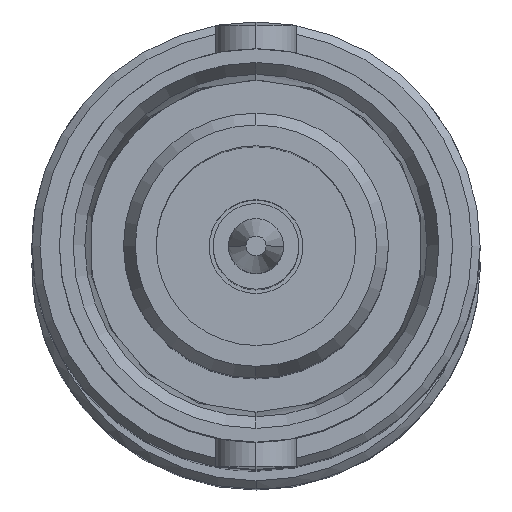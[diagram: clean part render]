
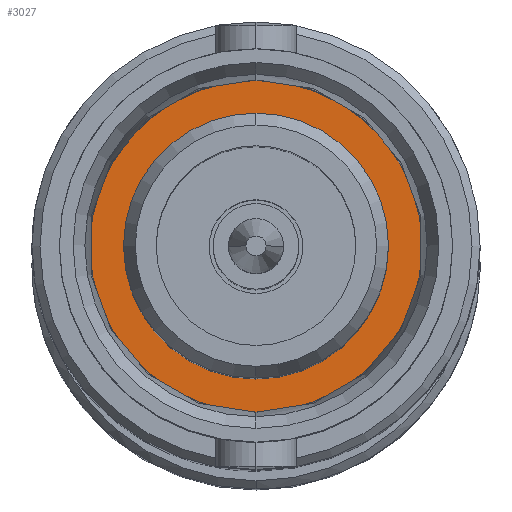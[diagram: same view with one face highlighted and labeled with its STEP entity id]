
A CAD part, top view. The second image highlights one B-rep face of the part: STEP entity #3027.
In plain terms, the highlighted face is planar.
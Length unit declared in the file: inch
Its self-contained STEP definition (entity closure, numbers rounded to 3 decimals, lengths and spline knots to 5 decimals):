
#8 = ORIENTED_EDGE ( 'NONE', *, *, #1955, .F. ) ;
#289 = DIRECTION ( 'NONE',  ( -1., 0., 0. ) ) ;
#398 = DIRECTION ( 'NONE',  ( -1., 0., 0. ) ) ;
#580 = ORIENTED_EDGE ( 'NONE', *, *, #1843, .T. ) ;
#678 = DIRECTION ( 'NONE',  ( 1., 0., 0. ) ) ;
#715 = PLANE ( 'NONE',  #4134 ) ;
#724 = CIRCLE ( 'NONE', #2029, 0.12795 ) ;
#993 = CARTESIAN_POINT ( 'NONE',  ( 0.62992, 0.12795, 0. ) ) ;
#1067 = ORIENTED_EDGE ( 'NONE', *, *, #4333, .F. ) ;
#1153 = VERTEX_POINT ( 'NONE', #3620 ) ;
#1176 = CARTESIAN_POINT ( 'NONE',  ( 0.62992, 0., 0. ) ) ;
#1449 = DIRECTION ( 'NONE',  ( 0., -1., 0. ) ) ;
#1580 = EDGE_LOOP ( 'NONE', ( #2250, #1067 ) ) ;
#1713 = CARTESIAN_POINT ( 'NONE',  ( 0.62992, 0., 0. ) ) ;
#1843 = EDGE_CURVE ( 'NONE', #1153, #4663, #2727, .T. ) ;
#1860 = DIRECTION ( 'NONE',  ( 0., 1., 0. ) ) ;
#1908 = CARTESIAN_POINT ( 'NONE',  ( 0.62992, 0., 0. ) ) ;
#1955 = EDGE_CURVE ( 'NONE', #1153, #4663, #4365, .T. ) ;
#1957 = AXIS2_PLACEMENT_3D ( 'NONE', #1176, #2279, #3768 ) ;
#2029 = AXIS2_PLACEMENT_3D ( 'NONE', #1908, #398, #1860 ) ;
#2132 = DIRECTION ( 'NONE',  ( 0., 1., 0. ) ) ;
#2196 = CIRCLE ( 'NONE', #2345, 0.12795 ) ;
#2250 = ORIENTED_EDGE ( 'NONE', *, *, #3822, .F. ) ;
#2279 = DIRECTION ( 'NONE',  ( -1., 0., 0. ) ) ;
#2306 = VERTEX_POINT ( 'NONE', #993 ) ;
#2345 = AXIS2_PLACEMENT_3D ( 'NONE', #2836, #289, #1449 ) ;
#2418 = AXIS2_PLACEMENT_3D ( 'NONE', #1713, #678, #2132 ) ;
#2727 = CIRCLE ( 'NONE', #1957, 0.16043 ) ;
#2836 = CARTESIAN_POINT ( 'NONE',  ( 0.62992, 0., 0. ) ) ;
#3027 = ADVANCED_FACE ( 'NONE', ( #4788, #4363 ), #715, .T. ) ;
#3577 = CARTESIAN_POINT ( 'NONE',  ( 0.62992, -0.16043, 0. ) ) ;
#3620 = CARTESIAN_POINT ( 'NONE',  ( 0.62992, 0.16043, 0. ) ) ;
#3768 = DIRECTION ( 'NONE',  ( 0., 1., 0. ) ) ;
#3822 = EDGE_CURVE ( 'NONE', #3884, #2306, #2196, .T. ) ;
#3884 = VERTEX_POINT ( 'NONE', #4148 ) ;
#3942 = DIRECTION ( 'NONE',  ( 0., 0., 1. ) ) ;
#4000 = DIRECTION ( 'NONE',  ( -1., 0., 0. ) ) ;
#4134 = AXIS2_PLACEMENT_3D ( 'NONE', #4436, #4000, #3942 ) ;
#4148 = CARTESIAN_POINT ( 'NONE',  ( 0.62992, -0.12795, 0. ) ) ;
#4333 = EDGE_CURVE ( 'NONE', #2306, #3884, #724, .T. ) ;
#4363 = FACE_OUTER_BOUND ( 'NONE', #4645, .T. ) ;
#4365 = CIRCLE ( 'NONE', #2418, 0.16043 ) ;
#4436 = CARTESIAN_POINT ( 'NONE',  ( 0.62992, 0., 0. ) ) ;
#4645 = EDGE_LOOP ( 'NONE', ( #580, #8 ) ) ;
#4663 = VERTEX_POINT ( 'NONE', #3577 ) ;
#4788 = FACE_BOUND ( 'NONE', #1580, .T. ) ;
